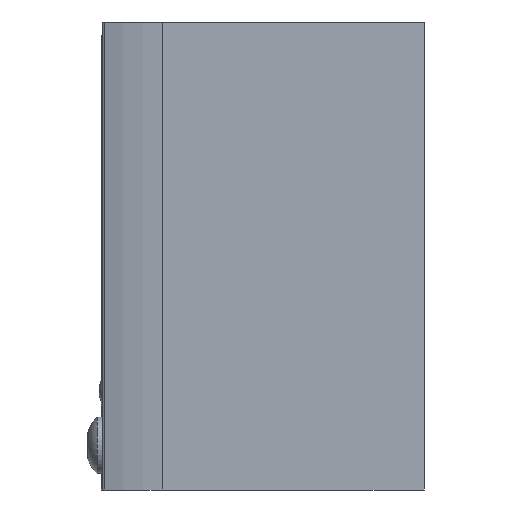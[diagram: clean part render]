
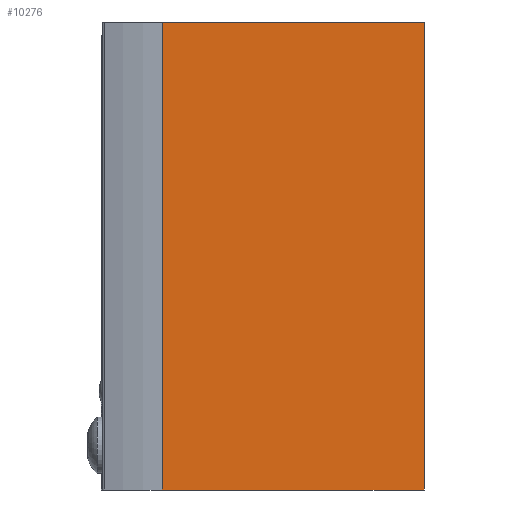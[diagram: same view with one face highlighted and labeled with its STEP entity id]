
A CAD part, left-side view. The second image highlights one B-rep face of the part: STEP entity #10276.
In plain terms, the highlighted planar face has unit normal (-1, 0, 0).
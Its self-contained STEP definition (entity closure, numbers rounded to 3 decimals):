
#434=LINE('',#14133,#1246);
#478=LINE('',#14339,#1290);
#480=LINE('',#14345,#1292);
#481=LINE('',#14346,#1293);
#1246=VECTOR('',#11819,1000.);
#1290=VECTOR('',#12005,1000.);
#1292=VECTOR('',#12011,1000.);
#1293=VECTOR('',#12012,1000.);
#2272=ORIENTED_EDGE('',*,*,#4280,.T.);
#2273=ORIENTED_EDGE('',*,*,#4173,.F.);
#2274=ORIENTED_EDGE('',*,*,#4281,.F.);
#2275=ORIENTED_EDGE('',*,*,#4277,.T.);
#4173=EDGE_CURVE('',#5166,#5163,#434,.T.);
#4277=EDGE_CURVE('',#5258,#5257,#478,.T.);
#4280=EDGE_CURVE('',#5257,#5163,#480,.T.);
#4281=EDGE_CURVE('',#5258,#5166,#481,.T.);
#5163=VERTEX_POINT('',#14127);
#5166=VERTEX_POINT('',#14132);
#5257=VERTEX_POINT('',#14338);
#5258=VERTEX_POINT('',#14340);
#5891=EDGE_LOOP('',(#2272,#2273,#2274,#2275));
#6425=FACE_BOUND('',#5891,.T.);
#6923=PLANE('',#10821);
#10276=ADVANCED_FACE('',(#6425),#6923,.F.);
#10821=AXIS2_PLACEMENT_3D('',#14344,#12009,#12010);
#11819=DIRECTION('',(0.,0.,-1.));
#12005=DIRECTION('',(0.,0.,-1.));
#12009=DIRECTION('',(1.,0.,0.));
#12010=DIRECTION('',(0.,0.,-1.));
#12011=DIRECTION('',(0.,-1.,0.));
#12012=DIRECTION('',(0.,-1.,0.));
#14127=CARTESIAN_POINT('',(-53.65,0.,-24.725));
#14132=CARTESIAN_POINT('',(-53.65,0.,24.725));
#14133=CARTESIAN_POINT('',(-53.65,0.,24.725));
#14338=CARTESIAN_POINT('',(-53.65,27.7,-24.725));
#14339=CARTESIAN_POINT('',(-53.65,27.7,24.725));
#14340=CARTESIAN_POINT('',(-53.65,27.7,24.725));
#14344=CARTESIAN_POINT('',(-53.65,27.7,24.725));
#14345=CARTESIAN_POINT('',(-53.65,27.7,-24.725));
#14346=CARTESIAN_POINT('',(-53.65,27.7,24.725));
